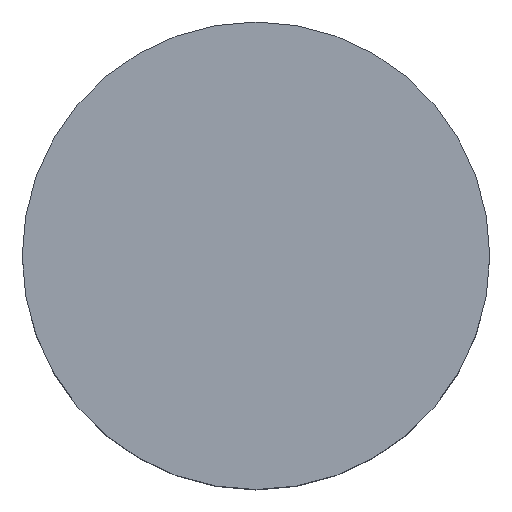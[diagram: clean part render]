
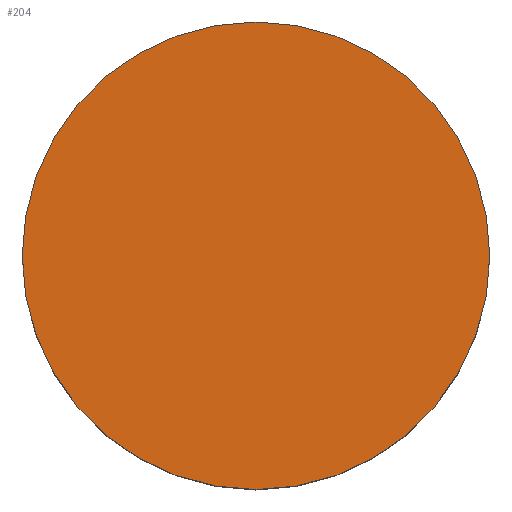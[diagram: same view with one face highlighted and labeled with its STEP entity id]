
A CAD part, top view. The second image highlights one B-rep face of the part: STEP entity #204.
In plain terms, the highlighted planar face has unit normal (0, 0, 1).
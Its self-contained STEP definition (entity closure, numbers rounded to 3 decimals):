
#10 = AXIS2_PLACEMENT_3D ( 'NONE', #241, #210, #338 ) ;
#39 = DIRECTION ( 'NONE',  ( 1., 0., 0. ) ) ;
#61 = CIRCLE ( 'NONE', #96, 3. ) ;
#95 = FACE_OUTER_BOUND ( 'NONE', #247, .T. ) ;
#96 = AXIS2_PLACEMENT_3D ( 'NONE', #182, #129, #39 ) ;
#129 = DIRECTION ( 'NONE',  ( 0., 0., 1. ) ) ;
#139 = EDGE_CURVE ( 'NONE', #349, #225, #228, .T. ) ;
#143 = ORIENTED_EDGE ( 'NONE', *, *, #330, .T. ) ;
#146 = CARTESIAN_POINT ( 'NONE',  ( 0., 0., 0. ) ) ;
#172 = DIRECTION ( 'NONE',  ( 1., 0., 0. ) ) ;
#182 = CARTESIAN_POINT ( 'NONE',  ( 0., 0., 0. ) ) ;
#203 = DIRECTION ( 'NONE',  ( 0., 0., 1. ) ) ;
#204 = ADVANCED_FACE ( 'NONE', ( #95 ), #278, .T. ) ;
#210 = DIRECTION ( 'NONE',  ( 0., 0., 1. ) ) ;
#225 = VERTEX_POINT ( 'NONE', #257 ) ;
#228 = CIRCLE ( 'NONE', #10, 3. ) ;
#233 = ORIENTED_EDGE ( 'NONE', *, *, #139, .T. ) ;
#241 = CARTESIAN_POINT ( 'NONE',  ( 0., 0., 0. ) ) ;
#244 = AXIS2_PLACEMENT_3D ( 'NONE', #146, #203, #172 ) ;
#247 = EDGE_LOOP ( 'NONE', ( #143, #233 ) ) ;
#257 = CARTESIAN_POINT ( 'NONE',  ( 3., 0., 0. ) ) ;
#262 = CARTESIAN_POINT ( 'NONE',  ( -3., 0., 0. ) ) ;
#278 = PLANE ( 'NONE',  #244 ) ;
#330 = EDGE_CURVE ( 'NONE', #225, #349, #61, .T. ) ;
#338 = DIRECTION ( 'NONE',  ( 1., 0., 0. ) ) ;
#349 = VERTEX_POINT ( 'NONE', #262 ) ;
